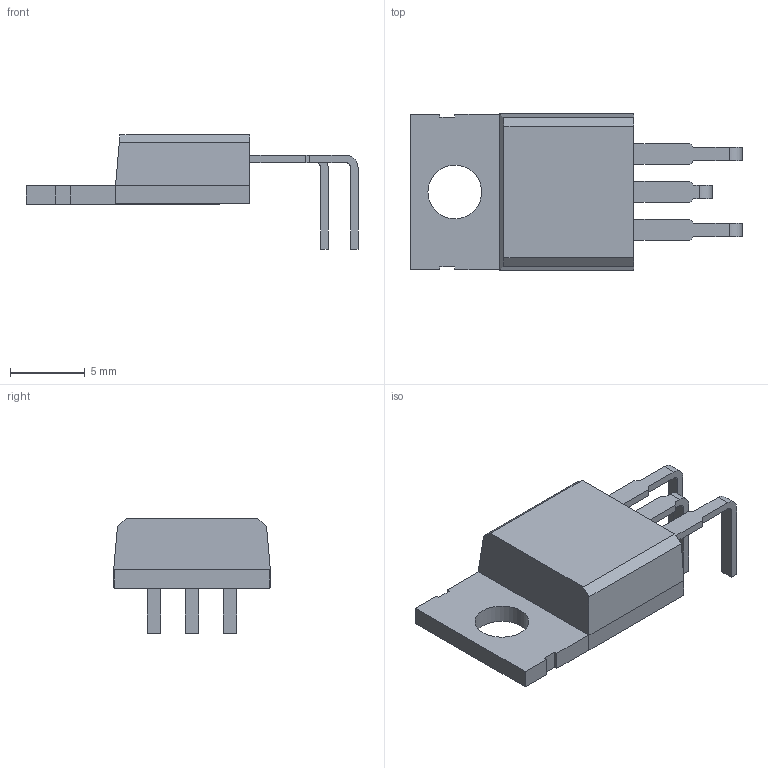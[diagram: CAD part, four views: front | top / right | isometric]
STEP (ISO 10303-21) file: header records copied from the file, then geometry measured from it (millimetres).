
FILE_DESCRIPTION(('STEP AP214'), '1');
FILE_NAME('TO-220', '2019-03-05T18:08:02', ('Che'), (''), 'ASCON STEP Converter 1.3', 'ASCON Math Kernel', '');
FILE_SCHEMA(('AUTOMOTIVE_DESIGN { 1 0 10303 214 3 1 1}'));
Length unit declared in the file: millimetre
Bounding box: 22.25 x 10.5 x 7.65 mm (x, y, z)
Volume: 505.7 mm3; surface area: 600.7 mm2
Topology: 1 solids, 1 shells, 70 faces, 189 edges, 124 vertices
Faces by surface type: plane 63, cylinder 7
Full cylindrical faces by diameter (mm): 3.6 x1
Entity records: 2762 total; most frequent: CARTESIAN_POINT 383, ORIENTED_EDGE 376, DIRECTION 344, EDGE_CURVE 188, LINE 174, VECTOR 174, VERTEX_POINT 124, AXIS2_PLACEMENT_3D 85
